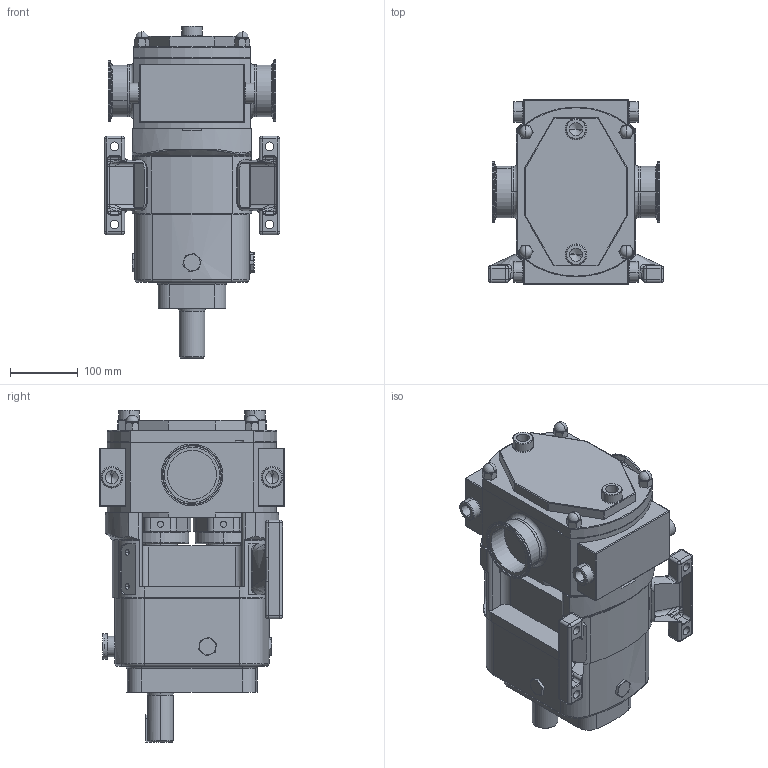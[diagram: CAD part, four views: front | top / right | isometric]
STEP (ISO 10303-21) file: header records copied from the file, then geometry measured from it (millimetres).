
FILE_DESCRIPTION (( 'STEP AP214' ), '1' );
FILE_NAME ('GA4408.STEP', '2024-11-07T17:02:13', ( '' ), ( '' ), 'SwSTEP 2.0', 'SolidWorks 2023', '' );
FILE_SCHEMA (( 'AUTOMOTIVE_DESIGN' ));
Length unit declared in the file: millimetre
Products named in the file (5): GA4408; Copy of Z94-5121-55 - 3 INCH^GA4408; Copy of MP30L Half Inch Jacket^GA4408; Copy of CP30-0113-07 H T^GA4408; Copy of MP30 Half Inch BSP Jacket^GA4408
Assembly tree (6 placements, depth 2):
  GA4408
    Copy of CP30-0113-07 H T^GA4408
    Copy of Z94-5121-55 - 3 INCH^GA4408  x2
    Copy of MP30 Half Inch BSP Jacket^GA4408
    Copy of MP30L Half Inch Jacket^GA4408  x2
Bounding box: 258.39 x 272 x 488.83 mm (x, y, z)
Volume: 13857082.3 mm3; surface area: 721119.5 mm2
Topology: 6 solids, 6 shells, 865 faces, 2130 edges, 1258 vertices
Faces by surface type: cylinder 297, plane 291, torus 96, bspline 76, cone 57, sphere 48
Entity records: 31180 total; most frequent: CARTESIAN_POINT 12508, DIRECTION 3916, ORIENTED_EDGE 3904, EDGE_CURVE 1952, AXIS2_PLACEMENT_3D 1545, VERTEX_POINT 1188, EDGE_LOOP 864, VECTOR 826
